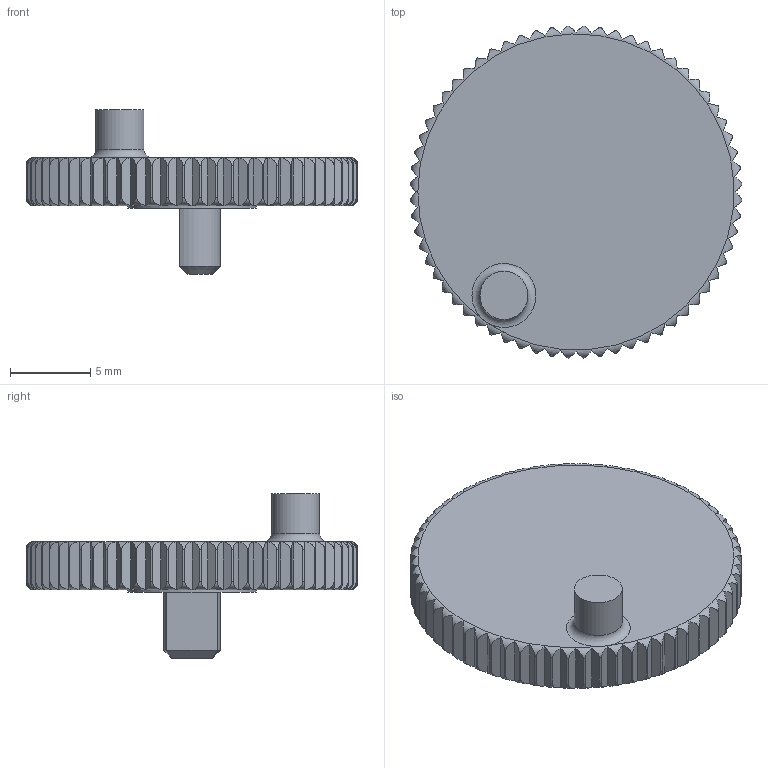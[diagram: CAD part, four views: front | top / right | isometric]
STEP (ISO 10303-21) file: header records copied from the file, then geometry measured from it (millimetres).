
FILE_DESCRIPTION(/* description */ ('STEP AP242','CAx-IF Rec.Pracs.---Representation and Presentation of Product Manufacturing Information (PMI)---4.0---2014-10-13','CAx-IF Rec.Pracs.---3D Tessellated Geometry---0.4---2014-09-14','2;1'),/* implementation_level */ '2;1');
FILE_NAME(/* name */ '64ab2362f015300c75d10ae7',/* time_stamp */ '2023-07-09T21:15:14Z',/* author */ (''),/* organization */ (''),/* preprocessor_version */ 'ST-DEVELOPER v19.4',/* originating_system */ ' ',/* authorisation */ ' ');
FILE_SCHEMA (('AP242_MANAGED_MODEL_BASED_3D_ENGINEERING_MIM_LF { 1 0 10303 442 1 1 4 }'));
Length unit declared in the file: metre
Products named in the file (1): vol wheel
Bounding box: 20.73 x 20.73 x 10.3 mm (x, y, z)
Volume: 1036.2 mm3; surface area: 955.3 mm2
Topology: 1 solids, 1 shells, 206 faces, 601 edges, 399 vertices
Faces by surface type: plane 135, cylinder 67, torus 3, cone 1
Full cylindrical faces by diameter (mm): 3 x1, 8 x1
Entity records: 7287 total; most frequent: CARTESIAN_POINT 2226, ORIENTED_EDGE 1186, DIRECTION 887, EDGE_CURVE 593, VERTEX_POINT 396, AXIS2_PLACEMENT_3D 345, B_SPLINE_CURVE_WITH_KNOTS 258, EDGE_LOOP 213
